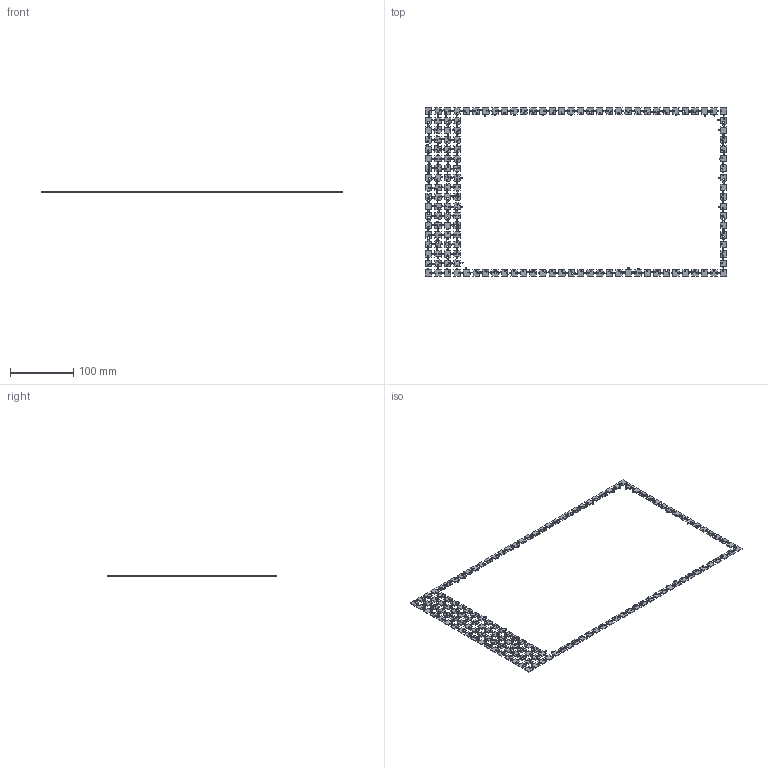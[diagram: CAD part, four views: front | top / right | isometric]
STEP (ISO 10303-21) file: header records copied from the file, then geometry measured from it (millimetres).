
FILE_DESCRIPTION(('HOOPS Exchange Step'),'2;1');
FILE_NAME('temp_export','2024-07-16T14:53:17+08:00',('sharma21'),('Shapr3D Limited'),'HOOPS Exchange 2024.2','Shapr3D','Authorized');
FILE_SCHEMA( ('AUTOMOTIVE_DESIGN { 1 0 10303 214 1 1 1 1 }') );
Length unit declared in the file: millimetre
Products named in the file (1): root
Bounding box: 475 x 265 x 1 mm (x, y, z)
Volume: 14369.6 mm3; surface area: 37491.2 mm2
Topology: 144 solids, 144 shells, 866 faces, 1734 edges, 1156 vertices
Faces by surface type: bspline 478, plane 388
Entity records: 28579 total; most frequent: CARTESIAN_POINT 13843, ORIENTED_EDGE 3468, EDGE_CURVE 1734, DIRECTION 1556, VERTEX_POINT 1156, B_SPLINE_CURVE_WITH_KNOTS 956, EDGE_LOOP 866, FACE_BOUND 866
